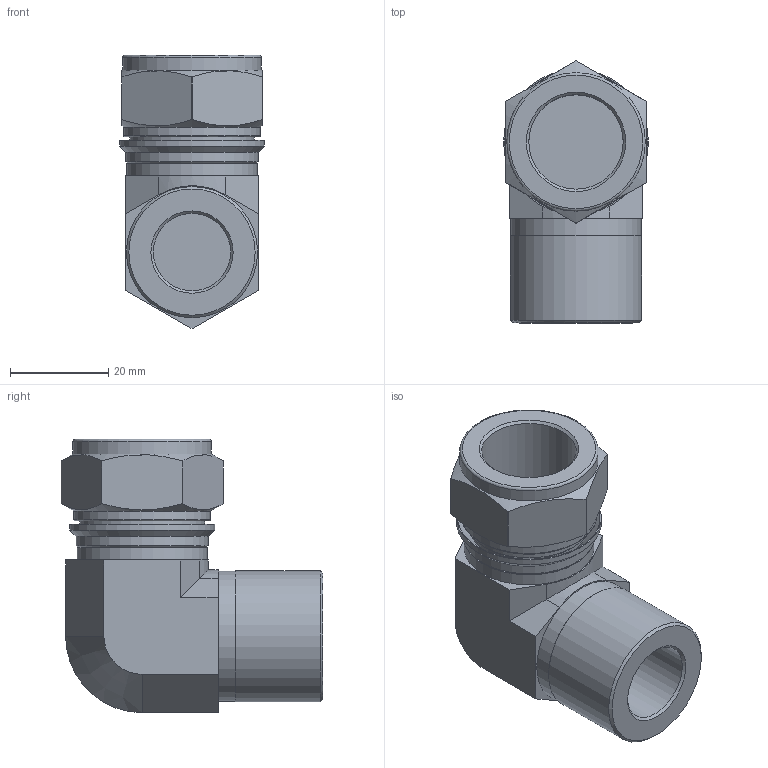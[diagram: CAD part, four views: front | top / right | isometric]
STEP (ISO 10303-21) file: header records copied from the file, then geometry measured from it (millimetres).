
FILE_DESCRIPTION(/* description */ (''),/* implementation_level */ '2;1');
FILE_NAME(/* name */ 'SMPWEI-12-12P.stp',/* time_stamp */ '2022-05-18T11:42:49+09:00',/* author */ ('user'),/* organization */ (''),/* preprocessor_version */ 'ST-DEVELOPER v18.1',/* originating_system */ 'Autodesk Inventor 2022',/* authorisation */ '');
FILE_SCHEMA (('AUTOMOTIVE_DESIGN { 1 0 10303 214 3 1 1 }'));
Length unit declared in the file: millimetre
Products named in the file (1): SMPWE-12-12P
Bounding box: 29.5 x 53.3 x 55.66 mm (x, y, z)
Volume: 34928.5 mm3; surface area: 11783.6 mm2
Topology: 1 solids, 1 shells, 61 faces, 134 edges, 84 vertices
Faces by surface type: plane 27, cylinder 20, cone 12, torus 2
Full cylindrical faces by diameter (mm): 15.75 x1, 19.25 x1, 23.8 x1, 24.2 x1, 25.4 x1, 26.5 x2, 26.7 x1, 26.9 x1, 27.8 x1, 28.2 x1, 29.5 x1
Entity records: 1705 total; most frequent: CARTESIAN_POINT 304, DIRECTION 302, ORIENTED_EDGE 268, EDGE_CURVE 134, AXIS2_PLACEMENT_3D 118, VERTEX_POINT 84, EDGE_LOOP 70, LINE 66
